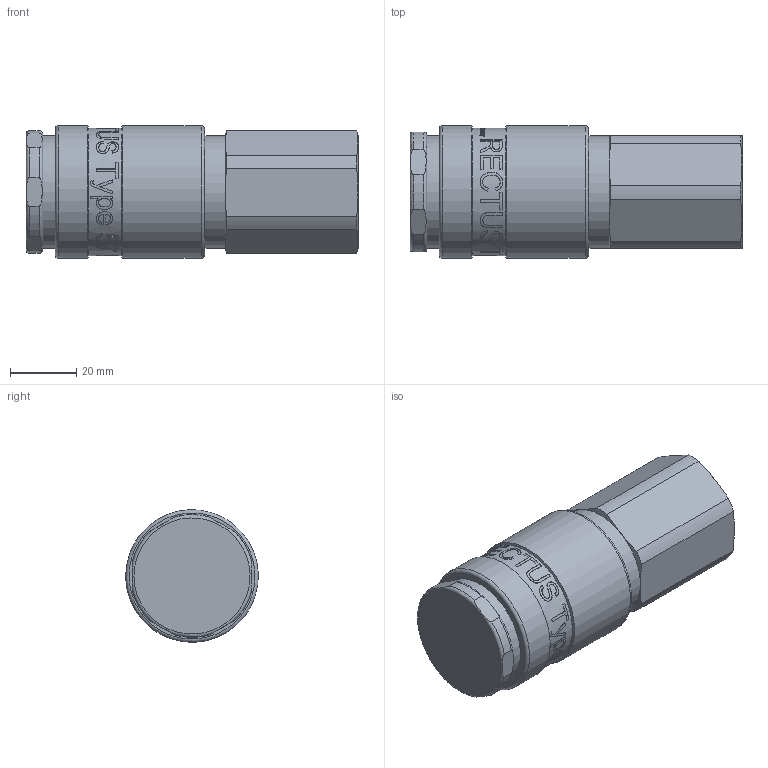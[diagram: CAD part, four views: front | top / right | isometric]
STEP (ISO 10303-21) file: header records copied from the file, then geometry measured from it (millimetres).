
FILE_DESCRIPTION((''),'2;1');
FILE_NAME('57kbiw26bpn.stp','2014-07-23T17:50:32',('AS035480'),(''),'Autodesk Inventor 2013','Autodesk Inventor 2013','');
FILE_SCHEMA(('AUTOMOTIVE_DESIGN { 1 0 10303 214 1 1 1 1 }'));
Length unit declared in the file: millimetre
Products named in the file (1): D111143
Bounding box: 100.05 x 39.96 x 39.96 mm (x, y, z)
Volume: 94355.6 mm3; surface area: 27348.6 mm2
Topology: 2 solids, 3 shells, 506 faces, 1338 edges, 885 vertices
Faces by surface type: bspline 209, plane 200, cylinder 72, cone 21, torus 4
Full cylindrical faces by diameter (mm): 24.117 x1, 27.246 x1, 28.4 x1, 28.8 x1, 28.95 x1, 30 x2, 30.2 x1, 34 x2, 34.2 x1, 34.6 x1, 38.5 x1, 40 x2
Entity records: 66999 total; most frequent: CARTESIAN_POINT 55893, ORIENTED_EDGE 2580, DIRECTION 1429, EDGE_CURVE 1290, VERTEX_POINT 874, B_SPLINE_CURVE_WITH_KNOTS 605, EDGE_LOOP 592, FACE_OUTER_BOUND 505
